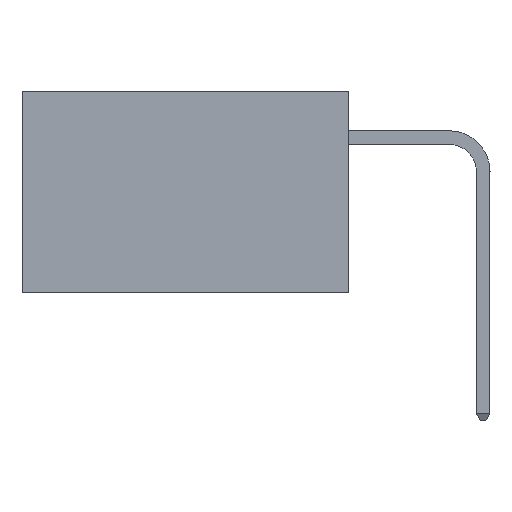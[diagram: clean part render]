
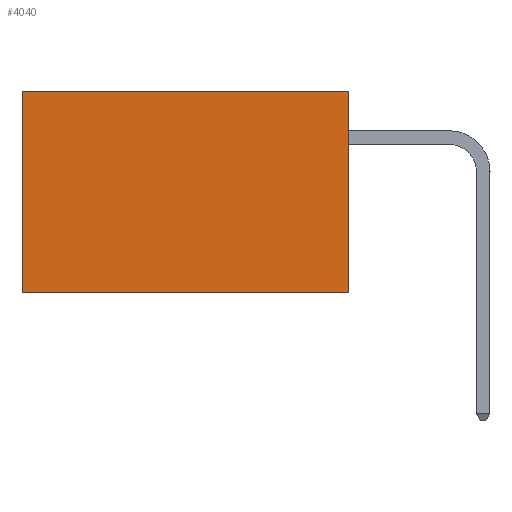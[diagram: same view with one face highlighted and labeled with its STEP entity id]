
A CAD part, left-side view. The second image highlights one B-rep face of the part: STEP entity #4040.
In plain terms, the highlighted planar face has unit normal (-1, 0, 0).
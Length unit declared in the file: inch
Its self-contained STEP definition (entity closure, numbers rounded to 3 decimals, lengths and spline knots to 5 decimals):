
#674 = CARTESIAN_POINT ( 'NONE',  ( 0.2875, 0., 0. ) ) ;
#907 = EDGE_CURVE ( 'NONE', #1914, #2396, #14678, .T. ) ;
#1241 = PLANE ( 'NONE',  #8621 ) ;
#1482 = CARTESIAN_POINT ( 'NONE',  ( 0.2875, 0., -0.37 ) ) ;
#1914 = VERTEX_POINT ( 'NONE', #2234 ) ;
#2222 = ORIENTED_EDGE ( 'NONE', *, *, #2502, .T. ) ;
#2234 = CARTESIAN_POINT ( 'NONE',  ( 0.2875, 0.6, 0. ) ) ;
#2396 = VERTEX_POINT ( 'NONE', #13185 ) ;
#2502 = EDGE_CURVE ( 'NONE', #12970, #1914, #12630, .T. ) ;
#2951 = DIRECTION ( 'NONE',  ( 0., 1., 0. ) ) ;
#3233 = ORIENTED_EDGE ( 'NONE', *, *, #10966, .F. ) ;
#4040 = ADVANCED_FACE ( 'NONE', ( #13545 ), #1241, .F. ) ;
#4819 = ORIENTED_EDGE ( 'NONE', *, *, #9253, .F. ) ;
#7428 = LINE ( 'NONE', #10324, #13902 ) ;
#7447 = CARTESIAN_POINT ( 'NONE',  ( 0.2875, 0., 0. ) ) ;
#7970 = VECTOR ( 'NONE', #15980, 39.37008 ) ;
#8621 = AXIS2_PLACEMENT_3D ( 'NONE', #14548, #15530, #15832 ) ;
#9253 = EDGE_CURVE ( 'NONE', #13733, #2396, #7428, .T. ) ;
#9298 = CARTESIAN_POINT ( 'NONE',  ( 0.2875, 0.6, 0. ) ) ;
#10324 = CARTESIAN_POINT ( 'NONE',  ( 0.2875, 0., -0.37 ) ) ;
#10867 = LINE ( 'NONE', #14789, #7970 ) ;
#10966 = EDGE_CURVE ( 'NONE', #12970, #13733, #10867, .T. ) ;
#11492 = VECTOR ( 'NONE', #13705, 39.37008 ) ;
#12630 = LINE ( 'NONE', #674, #15424 ) ;
#12970 = VERTEX_POINT ( 'NONE', #7447 ) ;
#13185 = CARTESIAN_POINT ( 'NONE',  ( 0.2875, 0.6, -0.37 ) ) ;
#13545 = FACE_OUTER_BOUND ( 'NONE', #14296, .T. ) ;
#13705 = DIRECTION ( 'NONE',  ( 0., 0., -1. ) ) ;
#13733 = VERTEX_POINT ( 'NONE', #1482 ) ;
#13902 = VECTOR ( 'NONE', #2951, 39.37008 ) ;
#14296 = EDGE_LOOP ( 'NONE', ( #15459, #4819, #3233, #2222 ) ) ;
#14548 = CARTESIAN_POINT ( 'NONE',  ( 0.2875, 0., 0. ) ) ;
#14678 = LINE ( 'NONE', #9298, #11492 ) ;
#14789 = CARTESIAN_POINT ( 'NONE',  ( 0.2875, 0., 0. ) ) ;
#15424 = VECTOR ( 'NONE', #15712, 39.37008 ) ;
#15459 = ORIENTED_EDGE ( 'NONE', *, *, #907, .T. ) ;
#15530 = DIRECTION ( 'NONE',  ( 1., 0., 0. ) ) ;
#15712 = DIRECTION ( 'NONE',  ( 0., 1., 0. ) ) ;
#15832 = DIRECTION ( 'NONE',  ( 0., 0., -1. ) ) ;
#15980 = DIRECTION ( 'NONE',  ( 0., 0., -1. ) ) ;
